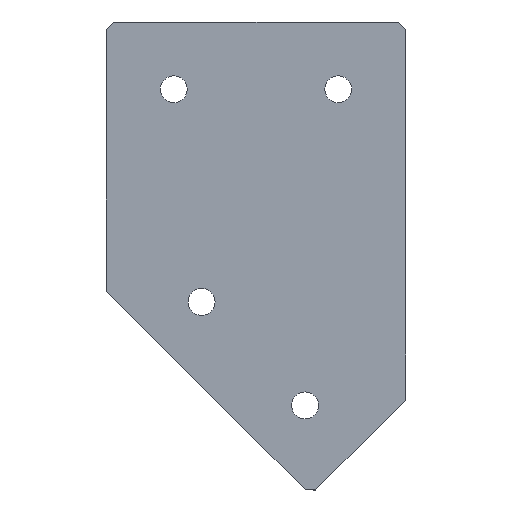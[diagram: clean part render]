
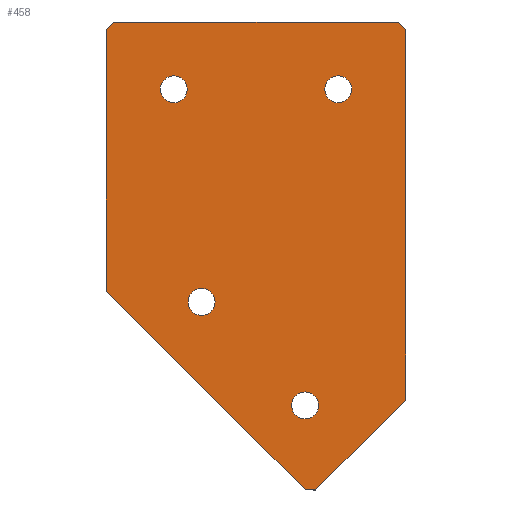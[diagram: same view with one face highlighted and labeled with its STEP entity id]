
A CAD part, top view. The second image highlights one B-rep face of the part: STEP entity #458.
In plain terms, the highlighted planar face has unit normal (0, 0, 1).
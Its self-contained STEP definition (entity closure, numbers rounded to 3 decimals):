
#1 = CARTESIAN_POINT ( 'NONE',  ( 31.82, -93.536, 0. ) ) ;
#5 = VERTEX_POINT ( 'NONE', #300 ) ;
#8 = VECTOR ( 'NONE', #125, 1000. ) ;
#18 = EDGE_CURVE ( 'NONE', #485, #562, #65, .T. ) ;
#19 = DIRECTION ( 'NONE',  ( 0., 1., 0. ) ) ;
#21 = ORIENTED_EDGE ( 'NONE', *, *, #244, .F. ) ;
#22 = DIRECTION ( 'NONE',  ( -0.707, 0.707, 0. ) ) ;
#24 = EDGE_LOOP ( 'NONE', ( #175, #272 ) ) ;
#30 = VERTEX_POINT ( 'NONE', #150 ) ;
#31 = FACE_BOUND ( 'NONE', #24, .T. ) ;
#38 = DIRECTION ( 'NONE',  ( 0., 0., -1. ) ) ;
#39 = AXIS2_PLACEMENT_3D ( 'NONE', #116, #314, #510 ) ;
#42 = DIRECTION ( 'NONE',  ( 0., 1., 0. ) ) ;
#48 = DIRECTION ( 'NONE',  ( 0., 0., -1. ) ) ;
#49 = VERTEX_POINT ( 'NONE', #429 ) ;
#57 = VECTOR ( 'NONE', #171, 1000. ) ;
#60 = CARTESIAN_POINT ( 'NONE',  ( 0., -156.412, 0. ) ) ;
#65 = CIRCLE ( 'NONE', #589, 4.5 ) ;
#69 = EDGE_CURVE ( 'NONE', #502, #30, #530, .T. ) ;
#70 = CARTESIAN_POINT ( 'NONE',  ( 66.412, -128.128, 0. ) ) ;
#71 = VERTEX_POINT ( 'NONE', #89 ) ;
#73 = ORIENTED_EDGE ( 'NONE', *, *, #445, .T. ) ;
#75 = CARTESIAN_POINT ( 'NONE',  ( 0., -2.5, 0. ) ) ;
#81 = DIRECTION ( 'NONE',  ( 0., 1., 0. ) ) ;
#82 = DIRECTION ( 'NONE',  ( 0., 1., 0. ) ) ;
#89 = CARTESIAN_POINT ( 'NONE',  ( 100., -2.5, 0. ) ) ;
#99 = CARTESIAN_POINT ( 'NONE',  ( 66.412, -156.412, 0. ) ) ;
#105 = CARTESIAN_POINT ( 'NONE',  ( 31.82, -98.036, 0. ) ) ;
#108 = CARTESIAN_POINT ( 'NONE',  ( 48.75, 48.75, 0. ) ) ;
#116 = CARTESIAN_POINT ( 'NONE',  ( 77.5, -22.5, 0. ) ) ;
#118 = AXIS2_PLACEMENT_3D ( 'NONE', #569, #127, #81 ) ;
#120 = ORIENTED_EDGE ( 'NONE', *, *, #215, .T. ) ;
#125 = DIRECTION ( 'NONE',  ( -0.707, 0.707, 0. ) ) ;
#127 = DIRECTION ( 'NONE',  ( 0., 0., -1. ) ) ;
#129 = EDGE_CURVE ( 'NONE', #235, #159, #518, .T. ) ;
#131 = DIRECTION ( 'NONE',  ( 0., 0., -1. ) ) ;
#133 = EDGE_CURVE ( 'NONE', #159, #470, #274, .T. ) ;
#136 = VERTEX_POINT ( 'NONE', #220 ) ;
#142 = EDGE_CURVE ( 'NONE', #382, #372, #453, .T. ) ;
#147 = VERTEX_POINT ( 'NONE', #231 ) ;
#149 = AXIS2_PLACEMENT_3D ( 'NONE', #203, #556, #553 ) ;
#150 = CARTESIAN_POINT ( 'NONE',  ( 77.5, -27., 0. ) ) ;
#151 = EDGE_CURVE ( 'NONE', #147, #470, #233, .T. ) ;
#152 = DIRECTION ( 'NONE',  ( 1., 0., 0. ) ) ;
#159 = VERTEX_POINT ( 'NONE', #281 ) ;
#169 = CIRCLE ( 'NONE', #586, 4.5 ) ;
#171 = DIRECTION ( 'NONE',  ( 0., -1., 0. ) ) ;
#175 = ORIENTED_EDGE ( 'NONE', *, *, #142, .T. ) ;
#193 = VECTOR ( 'NONE', #152, 1000. ) ;
#203 = CARTESIAN_POINT ( 'NONE',  ( 22.5, -22.5, 0. ) ) ;
#211 = ORIENTED_EDGE ( 'NONE', *, *, #133, .F. ) ;
#213 = VECTOR ( 'NONE', #473, 1000. ) ;
#215 = EDGE_CURVE ( 'NONE', #386, #290, #169, .T. ) ;
#219 = PLANE ( 'NONE',  #434 ) ;
#220 = CARTESIAN_POINT ( 'NONE',  ( 69.948, -156.412, 0. ) ) ;
#225 = AXIS2_PLACEMENT_3D ( 'NONE', #611, #131, #285 ) ;
#226 = EDGE_CURVE ( 'NONE', #290, #386, #354, .T. ) ;
#229 = FACE_OUTER_BOUND ( 'NONE', #364, .T. ) ;
#231 = CARTESIAN_POINT ( 'NONE',  ( 2.5, 0., 0. ) ) ;
#233 = LINE ( 'NONE', #437, #213 ) ;
#235 = VERTEX_POINT ( 'NONE', #99 ) ;
#237 = DIRECTION ( 'NONE',  ( 0., 1., 0. ) ) ;
#242 = CIRCLE ( 'NONE', #149, 4.5 ) ;
#244 = EDGE_CURVE ( 'NONE', #147, #5, #594, .T. ) ;
#245 = CARTESIAN_POINT ( 'NONE',  ( 0., 0., 0. ) ) ;
#247 = VECTOR ( 'NONE', #22, 1000. ) ;
#258 = EDGE_CURVE ( 'NONE', #49, #136, #394, .T. ) ;
#261 = CARTESIAN_POINT ( 'NONE',  ( 31.82, -89.036, 0. ) ) ;
#271 = ORIENTED_EDGE ( 'NONE', *, *, #69, .T. ) ;
#272 = ORIENTED_EDGE ( 'NONE', *, *, #315, .T. ) ;
#274 = LINE ( 'NONE', #524, #365 ) ;
#277 = CARTESIAN_POINT ( 'NONE',  ( 22.5, -22.5, 0. ) ) ;
#278 = EDGE_LOOP ( 'NONE', ( #120, #418 ) ) ;
#279 = CARTESIAN_POINT ( 'NONE',  ( 66.412, -132.628, 0. ) ) ;
#281 = CARTESIAN_POINT ( 'NONE',  ( 0., -90., 0. ) ) ;
#283 = ORIENTED_EDGE ( 'NONE', *, *, #345, .T. ) ;
#284 = CARTESIAN_POINT ( 'NONE',  ( 77.5, -18., 0. ) ) ;
#285 = DIRECTION ( 'NONE',  ( 0., 1., 0. ) ) ;
#287 = ORIENTED_EDGE ( 'NONE', *, *, #412, .T. ) ;
#289 = CARTESIAN_POINT ( 'NONE',  ( 0., -90., 0. ) ) ;
#290 = VERTEX_POINT ( 'NONE', #105 ) ;
#300 = CARTESIAN_POINT ( 'NONE',  ( 97.5, 0., 0. ) ) ;
#314 = DIRECTION ( 'NONE',  ( 0., 0., -1. ) ) ;
#315 = EDGE_CURVE ( 'NONE', #372, #382, #242, .T. ) ;
#318 = VECTOR ( 'NONE', #408, 1000. ) ;
#322 = FACE_BOUND ( 'NONE', #490, .T. ) ;
#328 = FACE_BOUND ( 'NONE', #529, .T. ) ;
#333 = ORIENTED_EDGE ( 'NONE', *, *, #491, .F. ) ;
#334 = LINE ( 'NONE', #566, #57 ) ;
#345 = EDGE_CURVE ( 'NONE', #71, #5, #550, .T. ) ;
#346 = DIRECTION ( 'NONE',  ( -0.707, -0.707, 0. ) ) ;
#351 = CARTESIAN_POINT ( 'NONE',  ( 68.18, -158.18, 0. ) ) ;
#353 = DIRECTION ( 'NONE',  ( 0., 0., -1. ) ) ;
#354 = CIRCLE ( 'NONE', #538, 4.5 ) ;
#364 = EDGE_LOOP ( 'NONE', ( #415, #287, #601, #333, #283, #21, #435, #211 ) ) ;
#365 = VECTOR ( 'NONE', #42, 1000. ) ;
#372 = VERTEX_POINT ( 'NONE', #559 ) ;
#373 = CARTESIAN_POINT ( 'NONE',  ( 66.412, -123.628, 0. ) ) ;
#382 = VERTEX_POINT ( 'NONE', #409 ) ;
#386 = VERTEX_POINT ( 'NONE', #261 ) ;
#394 = LINE ( 'NONE', #351, #549 ) ;
#402 = ORIENTED_EDGE ( 'NONE', *, *, #18, .T. ) ;
#408 = DIRECTION ( 'NONE',  ( 1., 0., 0. ) ) ;
#409 = CARTESIAN_POINT ( 'NONE',  ( 22.5, -18., 0. ) ) ;
#412 = EDGE_CURVE ( 'NONE', #235, #136, #595, .T. ) ;
#415 = ORIENTED_EDGE ( 'NONE', *, *, #129, .F. ) ;
#418 = ORIENTED_EDGE ( 'NONE', *, *, #226, .T. ) ;
#419 = AXIS2_PLACEMENT_3D ( 'NONE', #277, #38, #82 ) ;
#428 = FACE_BOUND ( 'NONE', #278, .T. ) ;
#429 = CARTESIAN_POINT ( 'NONE',  ( 100., -126.36, 0. ) ) ;
#434 = AXIS2_PLACEMENT_3D ( 'NONE', #623, #517, #519 ) ;
#435 = ORIENTED_EDGE ( 'NONE', *, *, #151, .T. ) ;
#437 = CARTESIAN_POINT ( 'NONE',  ( 1.25, -1.25, 0. ) ) ;
#445 = EDGE_CURVE ( 'NONE', #30, #502, #455, .T. ) ;
#450 = ORIENTED_EDGE ( 'NONE', *, *, #545, .T. ) ;
#453 = CIRCLE ( 'NONE', #419, 4.5 ) ;
#455 = CIRCLE ( 'NONE', #39, 4.5 ) ;
#458 = ADVANCED_FACE ( 'NONE', ( #328, #428, #322, #31, #229 ), #219, .T. ) ;
#465 = DIRECTION ( 'NONE',  ( 0., 0., -1. ) ) ;
#470 = VERTEX_POINT ( 'NONE', #75 ) ;
#473 = DIRECTION ( 'NONE',  ( -0.707, -0.707, 0. ) ) ;
#485 = VERTEX_POINT ( 'NONE', #373 ) ;
#490 = EDGE_LOOP ( 'NONE', ( #402, #450 ) ) ;
#491 = EDGE_CURVE ( 'NONE', #71, #49, #334, .T. ) ;
#502 = VERTEX_POINT ( 'NONE', #284 ) ;
#510 = DIRECTION ( 'NONE',  ( 0., 1., 0. ) ) ;
#517 = DIRECTION ( 'NONE',  ( 0., 0., 1. ) ) ;
#518 = LINE ( 'NONE', #289, #8 ) ;
#519 = DIRECTION ( 'NONE',  ( 1., 0., 0. ) ) ;
#524 = CARTESIAN_POINT ( 'NONE',  ( 0., 0., 0. ) ) ;
#529 = EDGE_LOOP ( 'NONE', ( #271, #73 ) ) ;
#530 = CIRCLE ( 'NONE', #225, 4.5 ) ;
#538 = AXIS2_PLACEMENT_3D ( 'NONE', #1, #48, #579 ) ;
#545 = EDGE_CURVE ( 'NONE', #562, #485, #592, .T. ) ;
#549 = VECTOR ( 'NONE', #346, 1000. ) ;
#550 = LINE ( 'NONE', #108, #247 ) ;
#553 = DIRECTION ( 'NONE',  ( 0., 1., 0. ) ) ;
#556 = DIRECTION ( 'NONE',  ( 0., 0., -1. ) ) ;
#559 = CARTESIAN_POINT ( 'NONE',  ( 22.5, -27., 0. ) ) ;
#562 = VERTEX_POINT ( 'NONE', #279 ) ;
#566 = CARTESIAN_POINT ( 'NONE',  ( 100., 0., 0. ) ) ;
#569 = CARTESIAN_POINT ( 'NONE',  ( 66.412, -128.128, 0. ) ) ;
#579 = DIRECTION ( 'NONE',  ( 0., 1., 0. ) ) ;
#585 = CARTESIAN_POINT ( 'NONE',  ( 31.82, -93.536, 0. ) ) ;
#586 = AXIS2_PLACEMENT_3D ( 'NONE', #585, #353, #237 ) ;
#589 = AXIS2_PLACEMENT_3D ( 'NONE', #70, #465, #19 ) ;
#592 = CIRCLE ( 'NONE', #118, 4.5 ) ;
#594 = LINE ( 'NONE', #245, #193 ) ;
#595 = LINE ( 'NONE', #60, #318 ) ;
#601 = ORIENTED_EDGE ( 'NONE', *, *, #258, .F. ) ;
#611 = CARTESIAN_POINT ( 'NONE',  ( 77.5, -22.5, 0. ) ) ;
#623 = CARTESIAN_POINT ( 'NONE',  ( 0., 0., 0. ) ) ;
